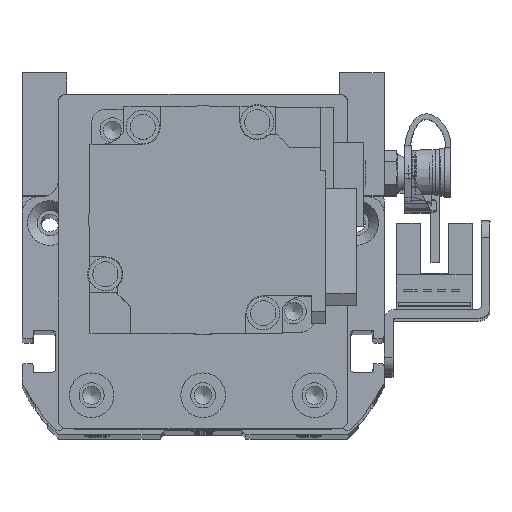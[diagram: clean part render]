
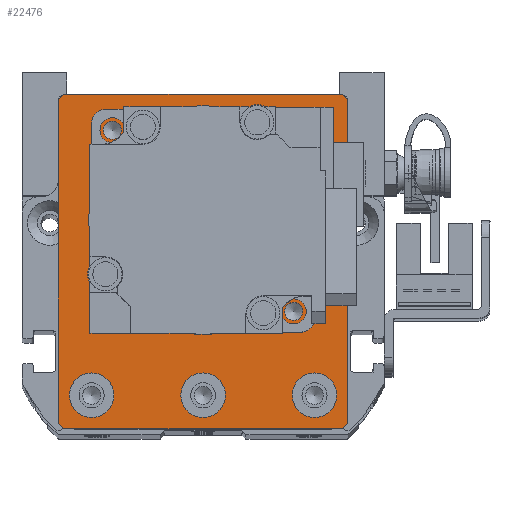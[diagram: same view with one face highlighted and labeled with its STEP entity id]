
A CAD part, top view. The second image highlights one B-rep face of the part: STEP entity #22476.
In plain terms, the highlighted planar face has unit normal (0, 0, 1).
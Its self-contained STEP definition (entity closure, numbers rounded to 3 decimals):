
#1279=FACE_BOUND('',#4945,.T.);
#1280=FACE_BOUND('',#4946,.T.);
#1281=FACE_BOUND('',#4947,.T.);
#1282=FACE_BOUND('',#4948,.T.);
#1283=FACE_BOUND('',#4949,.T.);
#1284=FACE_BOUND('',#4950,.T.);
#1285=FACE_BOUND('',#4951,.T.);
#1286=FACE_BOUND('',#4952,.T.);
#1799=PLANE('',#25075);
#3455=FACE_OUTER_BOUND('',#4944,.T.);
#4944=EDGE_LOOP('',(#20794,#20795,#20796,#20797,#20798,#20799,#20800,#20801));
#4945=EDGE_LOOP('',(#20802));
#4946=EDGE_LOOP('',(#20803));
#4947=EDGE_LOOP('',(#20804));
#4948=EDGE_LOOP('',(#20805));
#4949=EDGE_LOOP('',(#20806));
#4950=EDGE_LOOP('',(#20807));
#4951=EDGE_LOOP('',(#20808));
#4952=EDGE_LOOP('',(#20809));
#6692=LINE('',#39674,#8521);
#6698=LINE('',#39685,#8527);
#6705=LINE('',#39712,#8534);
#6708=LINE('',#39717,#8537);
#6709=LINE('',#39720,#8538);
#6712=LINE('',#39725,#8541);
#6713=LINE('',#39728,#8542);
#6735=LINE('',#39825,#8564);
#8521=VECTOR('',#31098,10.);
#8527=VECTOR('',#31106,10.);
#8534=VECTOR('',#31129,10.);
#8537=VECTOR('',#31134,10.);
#8538=VECTOR('',#31137,10.);
#8541=VECTOR('',#31142,10.);
#8542=VECTOR('',#31145,10.);
#8564=VECTOR('',#31261,10.);
#9734=CIRCLE('',#25038,4.);
#9737=CIRCLE('',#25044,4.);
#9740=CIRCLE('',#25050,4.);
#9742=CIRCLE('',#25055,1.621);
#9744=CIRCLE('',#25059,1.621);
#9746=CIRCLE('',#25063,1.621);
#9748=CIRCLE('',#25067,1.621);
#9751=CIRCLE('',#25073,15.);
#11676=VERTEX_POINT('',#39672);
#11677=VERTEX_POINT('',#39673);
#11681=VERTEX_POINT('',#39683);
#11693=VERTEX_POINT('',#39711);
#11694=VERTEX_POINT('',#39715);
#11695=VERTEX_POINT('',#39719);
#11696=VERTEX_POINT('',#39723);
#11697=VERTEX_POINT('',#39727);
#11704=VERTEX_POINT('',#39750);
#11707=VERTEX_POINT('',#39761);
#11710=VERTEX_POINT('',#39772);
#11713=VERTEX_POINT('',#39783);
#11716=VERTEX_POINT('',#39792);
#11719=VERTEX_POINT('',#39801);
#11722=VERTEX_POINT('',#39810);
#11725=VERTEX_POINT('',#39821);
#14706=EDGE_CURVE('',#11676,#11677,#6692,.T.);
#14712=EDGE_CURVE('',#11676,#11681,#6698,.T.);
#14725=EDGE_CURVE('',#11693,#11681,#6705,.T.);
#14728=EDGE_CURVE('',#11693,#11694,#6708,.T.);
#14729=EDGE_CURVE('',#11695,#11694,#6709,.T.);
#14732=EDGE_CURVE('',#11695,#11696,#6712,.T.);
#14733=EDGE_CURVE('',#11697,#11696,#6713,.T.);
#14743=EDGE_CURVE('',#11704,#11704,#9734,.T.);
#14748=EDGE_CURVE('',#11707,#11707,#9737,.T.);
#14753=EDGE_CURVE('',#11710,#11710,#9740,.T.);
#14758=EDGE_CURVE('',#11713,#11713,#9742,.T.);
#14762=EDGE_CURVE('',#11716,#11716,#9744,.T.);
#14766=EDGE_CURVE('',#11719,#11719,#9746,.T.);
#14770=EDGE_CURVE('',#11722,#11722,#9748,.T.);
#14776=EDGE_CURVE('',#11725,#11725,#9751,.T.);
#14777=EDGE_CURVE('',#11697,#11677,#6735,.T.);
#20794=ORIENTED_EDGE('',*,*,#14706,.F.);
#20795=ORIENTED_EDGE('',*,*,#14712,.T.);
#20796=ORIENTED_EDGE('',*,*,#14725,.F.);
#20797=ORIENTED_EDGE('',*,*,#14728,.T.);
#20798=ORIENTED_EDGE('',*,*,#14729,.F.);
#20799=ORIENTED_EDGE('',*,*,#14732,.T.);
#20800=ORIENTED_EDGE('',*,*,#14733,.F.);
#20801=ORIENTED_EDGE('',*,*,#14777,.T.);
#20802=ORIENTED_EDGE('',*,*,#14743,.T.);
#20803=ORIENTED_EDGE('',*,*,#14748,.T.);
#20804=ORIENTED_EDGE('',*,*,#14753,.T.);
#20805=ORIENTED_EDGE('',*,*,#14758,.T.);
#20806=ORIENTED_EDGE('',*,*,#14762,.T.);
#20807=ORIENTED_EDGE('',*,*,#14766,.T.);
#20808=ORIENTED_EDGE('',*,*,#14770,.T.);
#20809=ORIENTED_EDGE('',*,*,#14776,.T.);
#22476=ADVANCED_FACE('',(#3455,#1279,#1280,#1281,#1282,#1283,#1284,#1285,
#1286),#1799,.T.);
#25038=AXIS2_PLACEMENT_3D('',#39751,#31171,#31172);
#25044=AXIS2_PLACEMENT_3D('',#39762,#31185,#31186);
#25050=AXIS2_PLACEMENT_3D('',#39773,#31199,#31200);
#25055=AXIS2_PLACEMENT_3D('',#39784,#31212,#31213);
#25059=AXIS2_PLACEMENT_3D('',#39793,#31222,#31223);
#25063=AXIS2_PLACEMENT_3D('',#39802,#31232,#31233);
#25067=AXIS2_PLACEMENT_3D('',#39811,#31242,#31243);
#25073=AXIS2_PLACEMENT_3D('',#39823,#31257,#31258);
#25075=AXIS2_PLACEMENT_3D('',#39826,#31262,#31263);
#31098=DIRECTION('',(0.707,0.707,0.));
#31106=DIRECTION('',(0.,-1.,0.));
#31129=DIRECTION('',(-0.707,0.707,0.));
#31134=DIRECTION('',(1.,0.,0.));
#31137=DIRECTION('',(-0.707,-0.707,0.));
#31142=DIRECTION('',(0.,1.,0.));
#31145=DIRECTION('',(0.707,-0.707,0.));
#31171=DIRECTION('center_axis',(0.,0.,-1.));
#31172=DIRECTION('ref_axis',(1.,0.,0.));
#31185=DIRECTION('center_axis',(0.,0.,-1.));
#31186=DIRECTION('ref_axis',(1.,0.,0.));
#31199=DIRECTION('center_axis',(0.,0.,-1.));
#31200=DIRECTION('ref_axis',(1.,0.,0.));
#31212=DIRECTION('center_axis',(0.,0.,-1.));
#31213=DIRECTION('ref_axis',(1.,0.,0.));
#31222=DIRECTION('center_axis',(0.,0.,-1.));
#31223=DIRECTION('ref_axis',(1.,0.,0.));
#31232=DIRECTION('center_axis',(0.,0.,-1.));
#31233=DIRECTION('ref_axis',(1.,0.,0.));
#31242=DIRECTION('center_axis',(0.,0.,-1.));
#31243=DIRECTION('ref_axis',(1.,0.,0.));
#31257=DIRECTION('center_axis',(0.,0.,-1.));
#31258=DIRECTION('ref_axis',(-1.,0.,0.));
#31261=DIRECTION('',(-1.,0.,0.));
#31262=DIRECTION('center_axis',(0.,0.,1.));
#31263=DIRECTION('ref_axis',(1.,0.,0.));
#39672=CARTESIAN_POINT('',(-26.,29.,12.5));
#39673=CARTESIAN_POINT('',(-25.,30.,12.5));
#39674=CARTESIAN_POINT('',(-26.5,28.5,12.5));
#39683=CARTESIAN_POINT('',(-26.,-29.,12.5));
#39685=CARTESIAN_POINT('',(-26.,30.,12.5));
#39711=CARTESIAN_POINT('',(-25.,-30.,12.5));
#39712=CARTESIAN_POINT('',(-26.5,-28.5,12.5));
#39715=CARTESIAN_POINT('',(25.,-30.,12.5));
#39717=CARTESIAN_POINT('',(-26.,-30.,12.5));
#39719=CARTESIAN_POINT('',(26.,-29.,12.5));
#39720=CARTESIAN_POINT('',(26.5,-28.5,12.5));
#39723=CARTESIAN_POINT('',(26.,29.,12.5));
#39725=CARTESIAN_POINT('',(26.,-30.,12.5));
#39727=CARTESIAN_POINT('',(25.,30.,12.5));
#39728=CARTESIAN_POINT('',(26.5,28.5,12.5));
#39750=CARTESIAN_POINT('',(16.,-24.,12.5));
#39751=CARTESIAN_POINT('Origin',(20.,-24.,12.5));
#39761=CARTESIAN_POINT('',(-24.,-24.,12.5));
#39762=CARTESIAN_POINT('Origin',(-20.,-24.,12.5));
#39772=CARTESIAN_POINT('',(-4.,-24.,12.5));
#39773=CARTESIAN_POINT('Origin',(0.,-24.,12.5));
#39783=CARTESIAN_POINT('',(14.642,-8.963,12.5));
#39784=CARTESIAN_POINT('Origin',(16.263,-8.963,12.5));
#39792=CARTESIAN_POINT('',(-17.884,23.563,12.5));
#39793=CARTESIAN_POINT('Origin',(-16.263,23.563,12.5));
#39801=CARTESIAN_POINT('',(14.642,23.563,12.5));
#39802=CARTESIAN_POINT('Origin',(16.263,23.563,12.5));
#39810=CARTESIAN_POINT('',(-17.884,-8.963,12.5));
#39811=CARTESIAN_POINT('Origin',(-16.263,-8.963,12.5));
#39821=CARTESIAN_POINT('',(15.,7.3,12.5));
#39823=CARTESIAN_POINT('Origin',(0.,7.3,12.5));
#39825=CARTESIAN_POINT('',(26.,30.,12.5));
#39826=CARTESIAN_POINT('Origin',(0.,0.,12.5));
